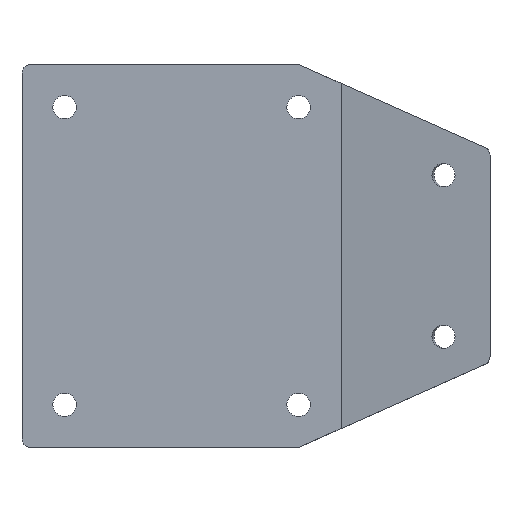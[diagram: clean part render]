
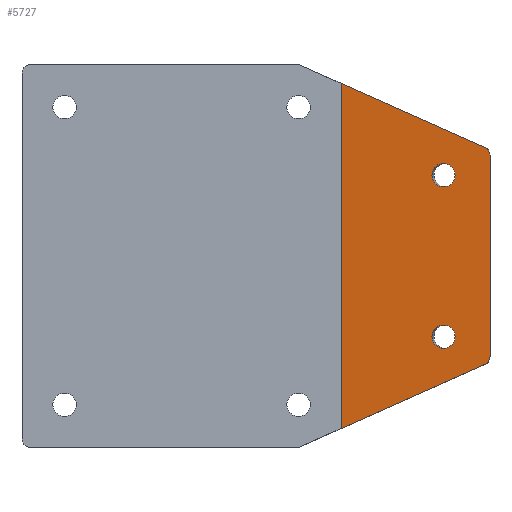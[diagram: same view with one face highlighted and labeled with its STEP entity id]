
A CAD part, top view. The second image highlights one B-rep face of the part: STEP entity #5727.
In plain terms, the highlighted planar face has unit normal (-0.141, 0, 0.99).
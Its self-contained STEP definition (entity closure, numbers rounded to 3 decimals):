
#12 = DIRECTION ( 'NONE',  ( 0.141, 0., -0.99 ) ) ;
#155 = CARTESIAN_POINT ( 'NONE',  ( 99.07, -19., 13.439 ) ) ;
#194 = DIRECTION ( 'NONE',  ( -0.99, 0., -0.141 ) ) ;
#364 = ORIENTED_EDGE ( 'NONE', *, *, #6826, .T. ) ;
#573 = CARTESIAN_POINT ( 'NONE',  ( 108.812, 25.528, 14.83 ) ) ;
#609 = CARTESIAN_POINT ( 'NONE',  ( 108.812, -25.528, 14.83 ) ) ;
#1346 = DIRECTION ( 'NONE',  ( -0.99, 0., -0.141 ) ) ;
#2269 = CARTESIAN_POINT ( 'NONE',  ( 110., 24.514, 15. ) ) ;
#2367 = DIRECTION ( 'NONE',  ( 0.141, 0., -0.99 ) ) ;
#2380 = CARTESIAN_POINT ( 'NONE',  ( 110., -24.514, 15. ) ) ;
#2483 = VERTEX_POINT ( 'NONE', #11975 ) ;
#2544 = CIRCLE ( 'NONE', #13915, 2.75 ) ;
#2851 = VERTEX_POINT ( 'NONE', #4968 ) ;
#2985 = EDGE_LOOP ( 'NONE', ( #7099, #4414, #3516, #5365, #12880, #11255 ) ) ;
#2998 = FACE_OUTER_BOUND ( 'NONE', #2985, .T. ) ;
#3057 = EDGE_CURVE ( 'NONE', #8778, #13984, #6282, .T. ) ;
#3265 = EDGE_CURVE ( 'NONE', #13038, #5315, #4134, .T. ) ;
#3270 = VERTEX_POINT ( 'NONE', #573 ) ;
#3516 = ORIENTED_EDGE ( 'NONE', *, *, #5228, .T. ) ;
#3534 = CARTESIAN_POINT ( 'NONE',  ( 99.07, 19., 13.439 ) ) ;
#3785 = VECTOR ( 'NONE', #12256, 1000. ) ;
#4051 = ORIENTED_EDGE ( 'NONE', *, *, #13286, .T. ) ;
#4134 = LINE ( 'NONE', #12849, #7670 ) ;
#4290 = EDGE_CURVE ( 'NONE', #12043, #3270, #11095, .T. ) ;
#4409 = LINE ( 'NONE', #6825, #3785 ) ;
#4414 = ORIENTED_EDGE ( 'NONE', *, *, #4290, .T. ) ;
#4678 =( BOUNDED_CURVE ( )  B_SPLINE_CURVE ( 3, ( #9225, #6899, #2380, #8149 ),
 .UNSPECIFIED., .F., .F. ) 
 B_SPLINE_CURVE_WITH_KNOTS ( ( 4, 4 ),
 ( 1.989, 3.142 ),
 .UNSPECIFIED. ) 
 CURVE ( )  GEOMETRIC_REPRESENTATION_ITEM ( )  RATIONAL_B_SPLINE_CURVE ( ( 1., 0.892, 0.892, 1. ) ) 
 REPRESENTATION_ITEM ( '' )  );
#4793 = VERTEX_POINT ( 'NONE', #9376 ) ;
#4909 = DIRECTION ( 'NONE',  ( -0.906, 0.403, -0.129 ) ) ;
#4968 = CARTESIAN_POINT ( 'NONE',  ( 75., 40.556, 10. ) ) ;
#5228 = EDGE_CURVE ( 'NONE', #3270, #2851, #10737, .T. ) ;
#5315 = VERTEX_POINT ( 'NONE', #609 ) ;
#5365 = ORIENTED_EDGE ( 'NONE', *, *, #9459, .T. ) ;
#5440 = DIRECTION ( 'NONE',  ( 0.141, 0., -0.99 ) ) ;
#5658 = CARTESIAN_POINT ( 'NONE',  ( 101.793, -19., 13.828 ) ) ;
#5727 = ADVANCED_FACE ( 'NONE', ( #8547, #7523, #2998 ), #14117, .F. ) ;
#6132 = ORIENTED_EDGE ( 'NONE', *, *, #13448, .T. ) ;
#6282 = CIRCLE ( 'NONE', #6506, 2.75 ) ;
#6506 = AXIS2_PLACEMENT_3D ( 'NONE', #155, #12, #6627 ) ;
#6627 = DIRECTION ( 'NONE',  ( -0.99, 0., -0.141 ) ) ;
#6752 = CARTESIAN_POINT ( 'NONE',  ( 110., 23.7, 15. ) ) ;
#6825 = CARTESIAN_POINT ( 'NONE',  ( 75., 45., 10. ) ) ;
#6826 = EDGE_CURVE ( 'NONE', #13667, #4793, #7421, .T. ) ;
#6899 = CARTESIAN_POINT ( 'NONE',  ( 109.556, -25.197, 14.937 ) ) ;
#7099 = ORIENTED_EDGE ( 'NONE', *, *, #10773, .F. ) ;
#7332 = LINE ( 'NONE', #10748, #8945 ) ;
#7421 = CIRCLE ( 'NONE', #14128, 2.75 ) ;
#7451 = CARTESIAN_POINT ( 'NONE',  ( 110., 45., 15. ) ) ;
#7523 = FACE_BOUND ( 'NONE', #11753, .T. ) ;
#7670 = VECTOR ( 'NONE', #13797, 1000. ) ;
#7987 = DIRECTION ( 'NONE',  ( 0.141, 0., -0.99 ) ) ;
#8149 = CARTESIAN_POINT ( 'NONE',  ( 110., -23.7, 15. ) ) ;
#8547 = FACE_BOUND ( 'NONE', #8679, .T. ) ;
#8679 = EDGE_LOOP ( 'NONE', ( #364, #6132 ) ) ;
#8778 = VERTEX_POINT ( 'NONE', #12424 ) ;
#8945 = VECTOR ( 'NONE', #14072, 1000. ) ;
#9225 = CARTESIAN_POINT ( 'NONE',  ( 108.812, -25.528, 14.83 ) ) ;
#9376 = CARTESIAN_POINT ( 'NONE',  ( 101.793, 19., 13.828 ) ) ;
#9459 = EDGE_CURVE ( 'NONE', #2851, #13038, #4409, .T. ) ;
#9498 = CARTESIAN_POINT ( 'NONE',  ( 102.702, 28.244, 13.957 ) ) ;
#9756 = CIRCLE ( 'NONE', #11824, 2.75 ) ;
#9792 = CARTESIAN_POINT ( 'NONE',  ( 96.348, 19., 13.05 ) ) ;
#9869 = DIRECTION ( 'NONE',  ( -0.99, 0., -0.141 ) ) ;
#9937 = CARTESIAN_POINT ( 'NONE',  ( 99.07, -19., 13.439 ) ) ;
#10476 = CARTESIAN_POINT ( 'NONE',  ( 109.556, 25.197, 14.937 ) ) ;
#10695 = EDGE_CURVE ( 'NONE', #5315, #2483, #4678, .T. ) ;
#10737 = LINE ( 'NONE', #9498, #14321 ) ;
#10748 = CARTESIAN_POINT ( 'NONE',  ( 110., 45., 15. ) ) ;
#10773 = EDGE_CURVE ( 'NONE', #12043, #2483, #7332, .T. ) ;
#10784 = DIRECTION ( 'NONE',  ( -0.99, 0., -0.141 ) ) ;
#11000 = ORIENTED_EDGE ( 'NONE', *, *, #3057, .T. ) ;
#11095 =( BOUNDED_CURVE ( )  B_SPLINE_CURVE ( 3, ( #11294, #2269, #10476, #11226 ),
 .UNSPECIFIED., .F., .F. ) 
 B_SPLINE_CURVE_WITH_KNOTS ( ( 4, 4 ),
 ( 3.142, 4.294 ),
 .UNSPECIFIED. ) 
 CURVE ( )  GEOMETRIC_REPRESENTATION_ITEM ( )  RATIONAL_B_SPLINE_CURVE ( ( 1., 0.892, 0.892, 1. ) ) 
 REPRESENTATION_ITEM ( '' )  );
#11226 = CARTESIAN_POINT ( 'NONE',  ( 108.812, 25.528, 14.83 ) ) ;
#11255 = ORIENTED_EDGE ( 'NONE', *, *, #10695, .T. ) ;
#11294 = CARTESIAN_POINT ( 'NONE',  ( 110., 23.7, 15. ) ) ;
#11753 = EDGE_LOOP ( 'NONE', ( #11000, #4051 ) ) ;
#11824 = AXIS2_PLACEMENT_3D ( 'NONE', #3534, #7987, #1346 ) ;
#11870 = DIRECTION ( 'NONE',  ( 0.141, 0., -0.99 ) ) ;
#11975 = CARTESIAN_POINT ( 'NONE',  ( 110., -23.7, 15. ) ) ;
#12043 = VERTEX_POINT ( 'NONE', #6752 ) ;
#12256 = DIRECTION ( 'NONE',  ( 0., -1., 0. ) ) ;
#12424 = CARTESIAN_POINT ( 'NONE',  ( 96.348, -19., 13.05 ) ) ;
#12849 = CARTESIAN_POINT ( 'NONE',  ( 135.544, -13.647, 18.649 ) ) ;
#12880 = ORIENTED_EDGE ( 'NONE', *, *, #3265, .T. ) ;
#13038 = VERTEX_POINT ( 'NONE', #13574 ) ;
#13286 = EDGE_CURVE ( 'NONE', #13984, #8778, #2544, .T. ) ;
#13448 = EDGE_CURVE ( 'NONE', #4793, #13667, #9756, .T. ) ;
#13574 = CARTESIAN_POINT ( 'NONE',  ( 75., -40.556, 10. ) ) ;
#13629 = AXIS2_PLACEMENT_3D ( 'NONE', #7451, #11870, #10784 ) ;
#13667 = VERTEX_POINT ( 'NONE', #9792 ) ;
#13797 = DIRECTION ( 'NONE',  ( 0.906, 0.403, 0.129 ) ) ;
#13915 = AXIS2_PLACEMENT_3D ( 'NONE', #9937, #2367, #194 ) ;
#13984 = VERTEX_POINT ( 'NONE', #5658 ) ;
#14072 = DIRECTION ( 'NONE',  ( 0., -1., 0. ) ) ;
#14117 = PLANE ( 'NONE',  #13629 ) ;
#14128 = AXIS2_PLACEMENT_3D ( 'NONE', #14223, #5440, #9869 ) ;
#14223 = CARTESIAN_POINT ( 'NONE',  ( 99.07, 19., 13.439 ) ) ;
#14321 = VECTOR ( 'NONE', #4909, 1000. ) ;
